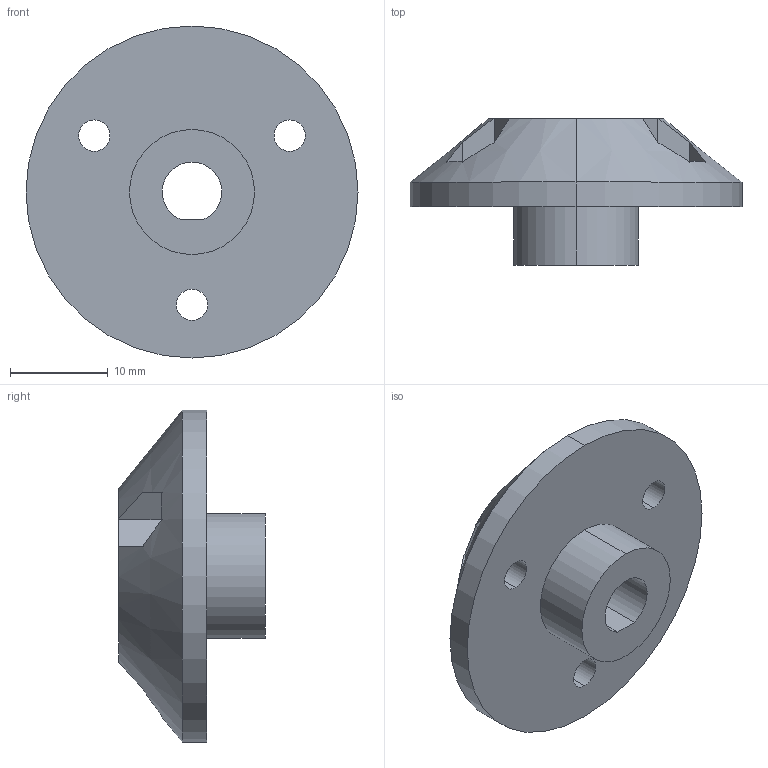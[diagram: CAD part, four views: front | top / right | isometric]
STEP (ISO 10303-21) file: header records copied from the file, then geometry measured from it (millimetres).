
FILE_DESCRIPTION (( 'STEP AP214' ), '1' );
FILE_NAME ('Moteur-Wheel-Support-V2.STEP', '2025-03-28T11:51:49', ( '' ), ( '' ), 'SwSTEP 2.0', 'SolidWorks 2024', '' );
FILE_SCHEMA (( 'AUTOMOTIVE_DESIGN' ));
Length unit declared in the file: millimetre
Products named in the file (1): Moteur-Wheel-Support-V2
Bounding box: 34 x 15 x 34 mm (x, y, z)
Volume: 5754.7 mm3; surface area: 2992.9 mm2
Topology: 1 solids, 1 shells, 39 faces, 106 edges, 70 vertices
Faces by surface type: plane 25, cylinder 12, cone 2
Entity records: 1287 total; most frequent: CARTESIAN_POINT 264, ORIENTED_EDGE 212, DIRECTION 198, EDGE_CURVE 106, VERTEX_POINT 70, AXIS2_PLACEMENT_3D 68, LINE 62, VECTOR 62
